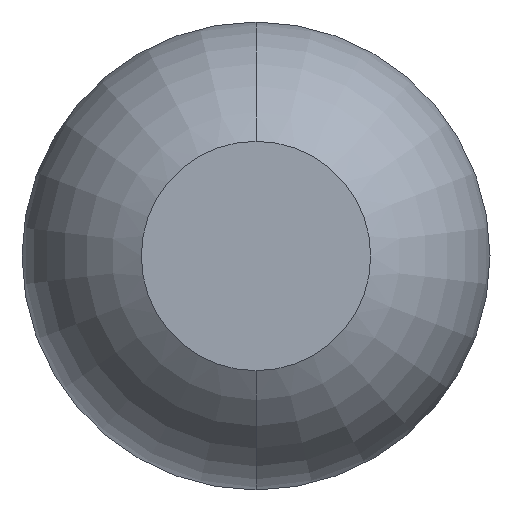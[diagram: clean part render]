
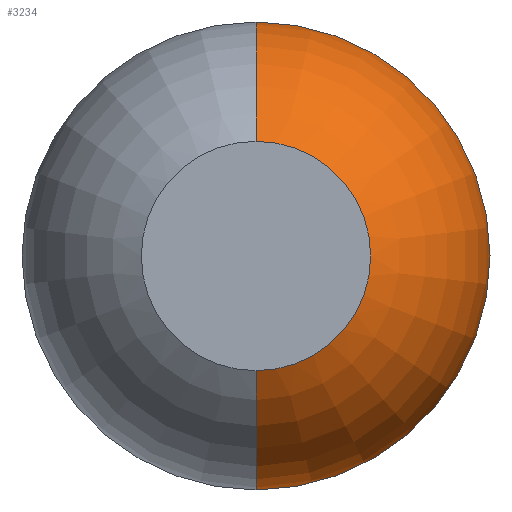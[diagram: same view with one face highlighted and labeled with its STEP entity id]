
A CAD part, front view. The second image highlights one B-rep face of the part: STEP entity #3234.
In plain terms, the highlighted toroidal (fillet/blend) face has major radius 0.01 mm and minor radius 0.5 mm.
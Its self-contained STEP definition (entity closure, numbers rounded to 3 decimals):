
#6 = EDGE_CURVE ( 'Defeature ausgef�hrt1_17+Defeature ausgef�hrt1_5+Defeature ausgef�hrt1_5+Defeature ausgef�hrt1_5', #2434, #254, #178, .T. ) ;
#112 = CIRCLE ( 'NONE', #151, 0.5 ) ;
#151 = AXIS2_PLACEMENT_3D ( 'NONE', #1794, #3561, #361 ) ;
#178 = CIRCLE ( 'NONE', #3292, 0.25 ) ;
#233 = ORIENTED_EDGE ( 'NONE', *, *, #1937, .F. ) ;
#254 = VERTEX_POINT ( 'NONE', #3437 ) ;
#361 = DIRECTION ( 'NONE',  ( 0., 0., -1. ) ) ;
#383 = ORIENTED_EDGE ( 'NONE', *, *, #3531, .T. ) ;
#411 = CARTESIAN_POINT ( 'NONE',  ( 0., -30.4, 0. ) ) ;
#437 = ORIENTED_EDGE ( 'NONE', *, *, #3555, .F. ) ;
#464 = CIRCLE ( 'NONE', #2368, 0.5 ) ;
#729 = CARTESIAN_POINT ( 'NONE',  ( 0., -29.961, 0. ) ) ;
#756 = DIRECTION ( 'NONE',  ( 0., 0., 1. ) ) ;
#1009 = DIRECTION ( 'NONE',  ( -1., 0., 0. ) ) ;
#1010 = DIRECTION ( 'NONE',  ( 0., 0., 1. ) ) ;
#1272 = VERTEX_POINT ( 'NONE', #3123 ) ;
#1367 = EDGE_LOOP ( 'NONE', ( #2126, #383, #437, #233 ) ) ;
#1564 = CARTESIAN_POINT ( 'NONE',  ( 0., -29.961, -0.51 ) ) ;
#1620 = FACE_OUTER_BOUND ( 'NONE', #1367, .T. ) ;
#1794 = CARTESIAN_POINT ( 'NONE',  ( 0., -29.961, -0.01 ) ) ;
#1830 = DIRECTION ( 'NONE',  ( 0., -1., 0. ) ) ;
#1831 = CARTESIAN_POINT ( 'NONE',  ( 0., -29.961, 0.01 ) ) ;
#1844 = DIRECTION ( 'NONE',  ( 0., 1., 0. ) ) ;
#1937 = EDGE_CURVE ( 'NONE', #254, #1272, #464, .T. ) ;
#2126 = ORIENTED_EDGE ( 'NONE', *, *, #6, .F. ) ;
#2127 = DIRECTION ( 'NONE',  ( 0., 0., -1. ) ) ;
#2368 = AXIS2_PLACEMENT_3D ( 'NONE', #1831, #1009, #2686 ) ;
#2402 = CIRCLE ( 'NONE', #2848, 0.51 ) ;
#2434 = VERTEX_POINT ( 'NONE', #2790 ) ;
#2686 = DIRECTION ( 'NONE',  ( 0., 0., 1. ) ) ;
#2790 = CARTESIAN_POINT ( 'NONE',  ( 0., -30.4, -0.25 ) ) ;
#2848 = AXIS2_PLACEMENT_3D ( 'NONE', #729, #1844, #1010 ) ;
#2944 = TOROIDAL_SURFACE ( 'NONE', #2973, 0.01, 0.5 ) ;
#2973 = AXIS2_PLACEMENT_3D ( 'NONE', #3645, #3636, #756 ) ;
#3123 = CARTESIAN_POINT ( 'NONE',  ( 0., -29.961, 0.51 ) ) ;
#3234 = ADVANCED_FACE ( 'Defeature ausgef�hrt1_5', ( #1620 ), #2944, .T. ) ;
#3292 = AXIS2_PLACEMENT_3D ( 'NONE', #411, #1830, #2127 ) ;
#3437 = CARTESIAN_POINT ( 'NONE',  ( 0., -30.4, 0.25 ) ) ;
#3531 = EDGE_CURVE ( 'NONE', #2434, #3661, #112, .T. ) ;
#3555 = EDGE_CURVE ( 'Defeature ausgef�hrt1_6+Defeature ausgef�hrt1_5+Defeature ausgef�hrt1_5+Defeature ausgef�hrt1_5', #1272, #3661, #2402, .T. ) ;
#3561 = DIRECTION ( 'NONE',  ( 1., 0., 0. ) ) ;
#3636 = DIRECTION ( 'NONE',  ( 0., 1., 0. ) ) ;
#3645 = CARTESIAN_POINT ( 'NONE',  ( 0., -29.961, 0. ) ) ;
#3661 = VERTEX_POINT ( 'NONE', #1564 ) ;
